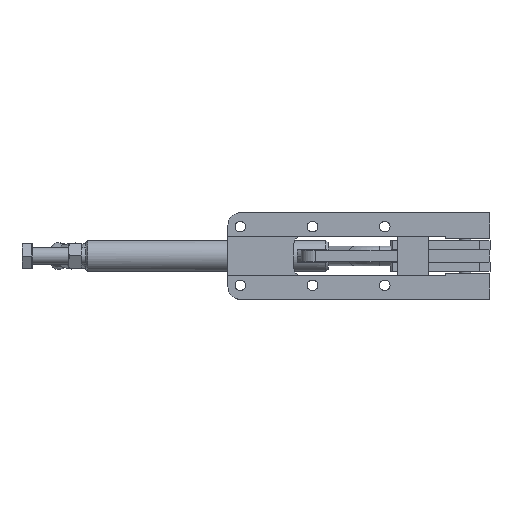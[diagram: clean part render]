
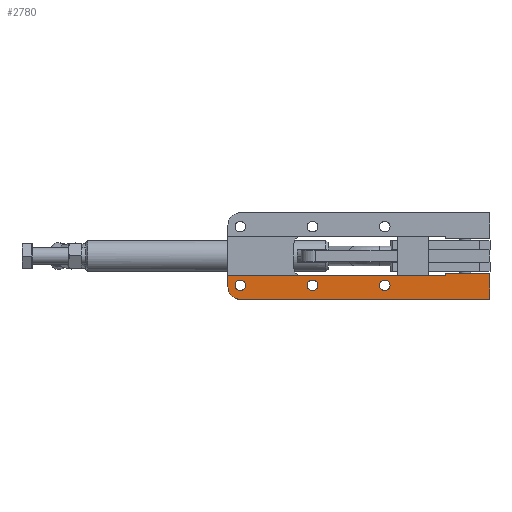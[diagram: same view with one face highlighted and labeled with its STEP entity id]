
A CAD part, front view. The second image highlights one B-rep face of the part: STEP entity #2780.
In plain terms, the highlighted planar face has unit normal (0, -1, 0).
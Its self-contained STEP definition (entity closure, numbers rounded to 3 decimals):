
#3 = CARTESIAN_POINT ( 'NONE',  ( -115., 1., -30. ) ) ;
#87 = VERTEX_POINT ( 'NONE', #3431 ) ;
#220 = CARTESIAN_POINT ( 'NONE',  ( 83.5, 1., -19. ) ) ;
#251 = CARTESIAN_POINT ( 'NONE',  ( 25., 1., -33.65 ) ) ;
#288 = VERTEX_POINT ( 'NONE', #5747 ) ;
#299 = CARTESIAN_POINT ( 'NONE',  ( -115., 1., -33.65 ) ) ;
#352 = CARTESIAN_POINT ( 'NONE',  ( -127., 1., -17. ) ) ;
#406 = CARTESIAN_POINT ( 'NONE',  ( -127., 1., -42. ) ) ;
#439 = EDGE_CURVE ( 'NONE', #5074, #1803, #4163, .T. ) ;
#463 = DIRECTION ( 'NONE',  ( 0., 0., 1. ) ) ;
#509 = AXIS2_PLACEMENT_3D ( 'NONE', #406, #5671, #2870 ) ;
#535 = CARTESIAN_POINT ( 'NONE',  ( -45., 1., -28.5 ) ) ;
#608 = CIRCLE ( 'NONE', #6551, 12. ) ;
#718 = VERTEX_POINT ( 'NONE', #5600 ) ;
#728 = CARTESIAN_POINT ( 'NONE',  ( -45., 1., -33.65 ) ) ;
#748 = EDGE_CURVE ( 'NONE', #5531, #6018, #2851, .T. ) ;
#823 = ORIENTED_EDGE ( 'NONE', *, *, #6008, .F. ) ;
#1038 = ORIENTED_EDGE ( 'NONE', *, *, #748, .F. ) ;
#1042 = DIRECTION ( 'NONE',  ( 0., 0., 1. ) ) ;
#1152 = CARTESIAN_POINT ( 'NONE',  ( -115., 1., -42. ) ) ;
#1169 = AXIS2_PLACEMENT_3D ( 'NONE', #2768, #6461, #3299 ) ;
#1248 = CARTESIAN_POINT ( 'NONE',  ( 25., 1., -28.5 ) ) ;
#1445 = ORIENTED_EDGE ( 'NONE', *, *, #3208, .F. ) ;
#1583 = DIRECTION ( 'NONE',  ( -1., 0., 0. ) ) ;
#1697 = DIRECTION ( 'NONE',  ( 0., -1., 0. ) ) ;
#1783 = DIRECTION ( 'NONE',  ( 0., 0., 1. ) ) ;
#1803 = VERTEX_POINT ( 'NONE', #299 ) ;
#1944 = DIRECTION ( 'NONE',  ( 1., 0., 0. ) ) ;
#2086 = AXIS2_PLACEMENT_3D ( 'NONE', #4866, #1697, #5396 ) ;
#2132 = EDGE_CURVE ( 'NONE', #288, #6449, #2917, .T. ) ;
#2164 = LINE ( 'NONE', #5258, #3556 ) ;
#2284 = AXIS2_PLACEMENT_3D ( 'NONE', #6758, #3604, #463 ) ;
#2289 = ORIENTED_EDGE ( 'NONE', *, *, #2132, .F. ) ;
#2337 = CIRCLE ( 'NONE', #1169, 5.15 ) ;
#2347 = DIRECTION ( 'NONE',  ( 0., 0., 1. ) ) ;
#2428 = VECTOR ( 'NONE', #2566, 1000. ) ;
#2478 = EDGE_CURVE ( 'NONE', #5129, #718, #608, .T. ) ;
#2507 = ORIENTED_EDGE ( 'NONE', *, *, #3402, .F. ) ;
#2557 = ORIENTED_EDGE ( 'NONE', *, *, #6603, .F. ) ;
#2561 = ORIENTED_EDGE ( 'NONE', *, *, #5213, .F. ) ;
#2566 = DIRECTION ( 'NONE',  ( 1., 0., 0. ) ) ;
#2587 = AXIS2_PLACEMENT_3D ( 'NONE', #6145, #2983, #6660 ) ;
#2672 = CIRCLE ( 'NONE', #2587, 5.15 ) ;
#2674 = EDGE_CURVE ( 'NONE', #718, #288, #2164, .T. ) ;
#2680 = CARTESIAN_POINT ( 'NONE',  ( -56., 1., -19. ) ) ;
#2720 = EDGE_LOOP ( 'NONE', ( #2507, #5281 ) ) ;
#2768 = CARTESIAN_POINT ( 'NONE',  ( -45., 1., -28.5 ) ) ;
#2780 = ADVANCED_FACE ( 'NONE', ( #3222, #5878, #4629, #4463 ), #5998, .F. ) ;
#2851 = LINE ( 'NONE', #352, #4074 ) ;
#2870 = DIRECTION ( 'NONE',  ( 0., 0., 1. ) ) ;
#2917 = LINE ( 'NONE', #2680, #2428 ) ;
#2973 = VECTOR ( 'NONE', #2347, 1000. ) ;
#2983 = DIRECTION ( 'NONE',  ( 0., -1., 0. ) ) ;
#3004 = CARTESIAN_POINT ( 'NONE',  ( 127., 1., -42. ) ) ;
#3153 = ORIENTED_EDGE ( 'NONE', *, *, #5922, .F. ) ;
#3208 = EDGE_CURVE ( 'NONE', #3276, #3682, #4907, .T. ) ;
#3214 = VERTEX_POINT ( 'NONE', #728 ) ;
#3222 = FACE_BOUND ( 'NONE', #5354, .T. ) ;
#3276 = VERTEX_POINT ( 'NONE', #251 ) ;
#3299 = DIRECTION ( 'NONE',  ( 0., 0., 1. ) ) ;
#3335 = AXIS2_PLACEMENT_3D ( 'NONE', #535, #4203, #1042 ) ;
#3402 = EDGE_CURVE ( 'NONE', #1803, #5074, #2672, .T. ) ;
#3410 = CARTESIAN_POINT ( 'NONE',  ( -45., 1., -23.35 ) ) ;
#3431 = CARTESIAN_POINT ( 'NONE',  ( 127., 1., -42. ) ) ;
#3461 = EDGE_LOOP ( 'NONE', ( #1038, #2561, #2289, #5276, #5602, #6556, #3523 ) ) ;
#3523 = ORIENTED_EDGE ( 'NONE', *, *, #4855, .F. ) ;
#3526 = DIRECTION ( 'NONE',  ( 0., 0., -1. ) ) ;
#3545 = LINE ( 'NONE', #5804, #4786 ) ;
#3556 = VECTOR ( 'NONE', #6766, 1000. ) ;
#3604 = DIRECTION ( 'NONE',  ( 0., -1., 0. ) ) ;
#3682 = VERTEX_POINT ( 'NONE', #6368 ) ;
#3808 = CIRCLE ( 'NONE', #2284, 5.15 ) ;
#3968 = LINE ( 'NONE', #3004, #6609 ) ;
#4024 = DIRECTION ( 'NONE',  ( 0., 1., 0. ) ) ;
#4074 = VECTOR ( 'NONE', #1944, 1000. ) ;
#4162 = CARTESIAN_POINT ( 'NONE',  ( 83.5, 1., -17. ) ) ;
#4163 = CIRCLE ( 'NONE', #2086, 5.15 ) ;
#4203 = DIRECTION ( 'NONE',  ( 0., -1., 0. ) ) ;
#4463 = FACE_OUTER_BOUND ( 'NONE', #3461, .T. ) ;
#4629 = FACE_BOUND ( 'NONE', #2720, .T. ) ;
#4714 = CARTESIAN_POINT ( 'NONE',  ( 83.5, 1., -19. ) ) ;
#4725 = CIRCLE ( 'NONE', #3335, 5.15 ) ;
#4737 = CARTESIAN_POINT ( 'NONE',  ( -115., 1., -23.35 ) ) ;
#4786 = VECTOR ( 'NONE', #1583, 1000. ) ;
#4855 = EDGE_CURVE ( 'NONE', #6018, #87, #3968, .T. ) ;
#4866 = CARTESIAN_POINT ( 'NONE',  ( -115., 1., -28.5 ) ) ;
#4907 = CIRCLE ( 'NONE', #5196, 5.15 ) ;
#4951 = DIRECTION ( 'NONE',  ( 0., -1., 0. ) ) ;
#5074 = VERTEX_POINT ( 'NONE', #4737 ) ;
#5076 = EDGE_CURVE ( 'NONE', #87, #5129, #3545, .T. ) ;
#5129 = VERTEX_POINT ( 'NONE', #1152 ) ;
#5196 = AXIS2_PLACEMENT_3D ( 'NONE', #1248, #4951, #1783 ) ;
#5213 = EDGE_CURVE ( 'NONE', #6449, #5531, #5783, .T. ) ;
#5258 = CARTESIAN_POINT ( 'NONE',  ( -127., 1., -42. ) ) ;
#5276 = ORIENTED_EDGE ( 'NONE', *, *, #2674, .F. ) ;
#5281 = ORIENTED_EDGE ( 'NONE', *, *, #439, .F. ) ;
#5354 = EDGE_LOOP ( 'NONE', ( #1445, #3153 ) ) ;
#5396 = DIRECTION ( 'NONE',  ( 0., 0., 1. ) ) ;
#5531 = VERTEX_POINT ( 'NONE', #4162 ) ;
#5600 = CARTESIAN_POINT ( 'NONE',  ( -127., 1., -30. ) ) ;
#5602 = ORIENTED_EDGE ( 'NONE', *, *, #2478, .F. ) ;
#5671 = DIRECTION ( 'NONE',  ( 0., 1., 0. ) ) ;
#5685 = VERTEX_POINT ( 'NONE', #3410 ) ;
#5747 = CARTESIAN_POINT ( 'NONE',  ( -127., 1., -19. ) ) ;
#5783 = LINE ( 'NONE', #220, #2973 ) ;
#5804 = CARTESIAN_POINT ( 'NONE',  ( -127., 1., -42. ) ) ;
#5878 = FACE_BOUND ( 'NONE', #6270, .T. ) ;
#5922 = EDGE_CURVE ( 'NONE', #3682, #3276, #3808, .T. ) ;
#5998 = PLANE ( 'NONE',  #509 ) ;
#6008 = EDGE_CURVE ( 'NONE', #5685, #3214, #4725, .T. ) ;
#6018 = VERTEX_POINT ( 'NONE', #6307 ) ;
#6145 = CARTESIAN_POINT ( 'NONE',  ( -115., 1., -28.5 ) ) ;
#6270 = EDGE_LOOP ( 'NONE', ( #2557, #823 ) ) ;
#6307 = CARTESIAN_POINT ( 'NONE',  ( 127., 1., -17. ) ) ;
#6368 = CARTESIAN_POINT ( 'NONE',  ( 25., 1., -23.35 ) ) ;
#6449 = VERTEX_POINT ( 'NONE', #4714 ) ;
#6461 = DIRECTION ( 'NONE',  ( 0., -1., 0. ) ) ;
#6551 = AXIS2_PLACEMENT_3D ( 'NONE', #3, #4024, #6588 ) ;
#6556 = ORIENTED_EDGE ( 'NONE', *, *, #5076, .F. ) ;
#6588 = DIRECTION ( 'NONE',  ( 0., 0., 1. ) ) ;
#6603 = EDGE_CURVE ( 'NONE', #3214, #5685, #2337, .T. ) ;
#6609 = VECTOR ( 'NONE', #3526, 1000. ) ;
#6660 = DIRECTION ( 'NONE',  ( 0., 0., 1. ) ) ;
#6758 = CARTESIAN_POINT ( 'NONE',  ( 25., 1., -28.5 ) ) ;
#6766 = DIRECTION ( 'NONE',  ( 0., 0., 1. ) ) ;
